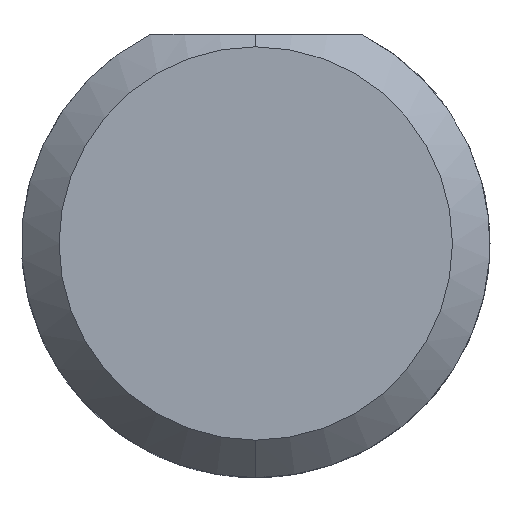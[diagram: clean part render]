
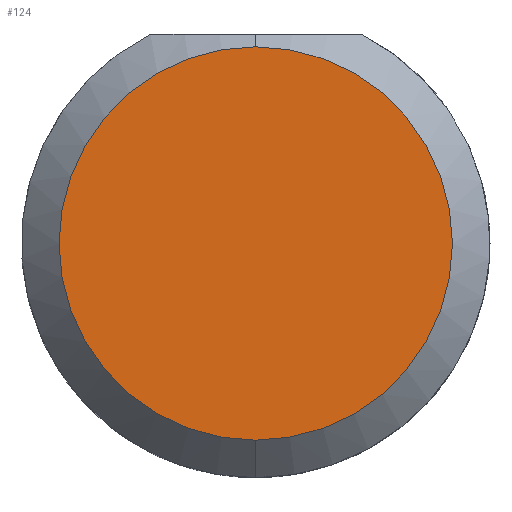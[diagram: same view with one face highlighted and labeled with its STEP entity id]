
A CAD part, left-side view. The second image highlights one B-rep face of the part: STEP entity #124.
In plain terms, the highlighted planar face has unit normal (-1, 0, 0).
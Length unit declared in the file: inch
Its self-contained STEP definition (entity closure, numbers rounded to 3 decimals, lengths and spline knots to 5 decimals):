
#48 = AXIS2_PLACEMENT_3D ( 'NONE', #428, #225, #379 ) ;
#57 = EDGE_CURVE ( 'NONE', #604, #286, #667, .T. ) ;
#91 = CARTESIAN_POINT ( 'NONE',  ( 0., 0., 0. ) ) ;
#106 = AXIS2_PLACEMENT_3D ( 'NONE', #353, #323, #618 ) ;
#124 = ADVANCED_FACE ( 'NONE', ( #435 ), #328, .F. ) ;
#157 = CARTESIAN_POINT ( 'NONE',  ( 0., 0., -0.0786 ) ) ;
#194 = CIRCLE ( 'NONE', #610, 0.0786 ) ;
#218 = EDGE_CURVE ( 'NONE', #286, #604, #194, .T. ) ;
#225 = DIRECTION ( 'NONE',  ( 1., 0., 0. ) ) ;
#268 = ORIENTED_EDGE ( 'NONE', *, *, #218, .T. ) ;
#286 = VERTEX_POINT ( 'NONE', #438 ) ;
#323 = DIRECTION ( 'NONE',  ( -1., 0., 0. ) ) ;
#328 = PLANE ( 'NONE',  #48 ) ;
#353 = CARTESIAN_POINT ( 'NONE',  ( 0., 0., 0. ) ) ;
#379 = DIRECTION ( 'NONE',  ( 0., 0., -1. ) ) ;
#382 = ORIENTED_EDGE ( 'NONE', *, *, #57, .T. ) ;
#426 = EDGE_LOOP ( 'NONE', ( #382, #268 ) ) ;
#428 = CARTESIAN_POINT ( 'NONE',  ( 0., 0., 0. ) ) ;
#435 = FACE_OUTER_BOUND ( 'NONE', #426, .T. ) ;
#438 = CARTESIAN_POINT ( 'NONE',  ( 0., 0., 0.0786 ) ) ;
#449 = DIRECTION ( 'NONE',  ( 0., 0., 1. ) ) ;
#601 = DIRECTION ( 'NONE',  ( -1., 0., 0. ) ) ;
#604 = VERTEX_POINT ( 'NONE', #157 ) ;
#610 = AXIS2_PLACEMENT_3D ( 'NONE', #91, #601, #449 ) ;
#618 = DIRECTION ( 'NONE',  ( 0., 0., 1. ) ) ;
#667 = CIRCLE ( 'NONE', #106, 0.0786 ) ;
